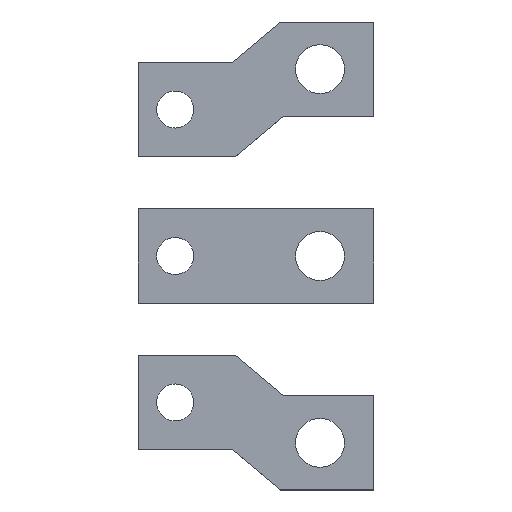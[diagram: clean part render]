
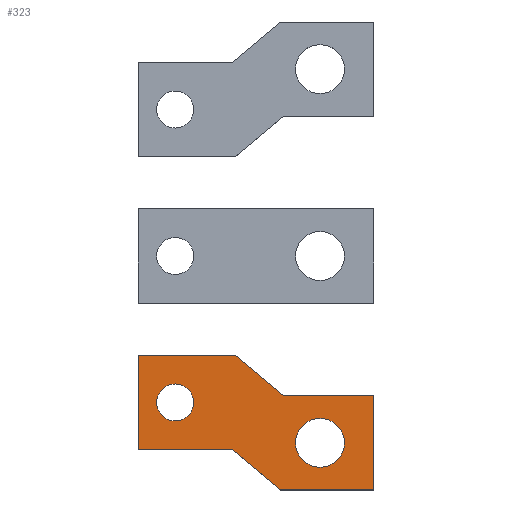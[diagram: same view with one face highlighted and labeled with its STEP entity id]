
A CAD part, top view. The second image highlights one B-rep face of the part: STEP entity #323.
In plain terms, the highlighted planar face has unit normal (0, 0, 1).
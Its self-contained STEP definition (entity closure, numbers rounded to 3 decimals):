
#323=ADVANCED_FACE('',(#501,#502,#503),#351,.F.);
#351=PLANE('',#872);
#397=LINE('',#1135,#457);
#398=LINE('',#1138,#458);
#399=LINE('',#1140,#459);
#400=LINE('',#1142,#460);
#401=LINE('',#1144,#461);
#402=LINE('',#1146,#462);
#403=LINE('',#1148,#463);
#404=LINE('',#1150,#464);
#457=VECTOR('',#982,1.);
#458=VECTOR('',#983,1.);
#459=VECTOR('',#984,1.);
#460=VECTOR('',#985,1.);
#461=VECTOR('',#986,1.);
#462=VECTOR('',#987,1.);
#463=VECTOR('',#988,1.);
#464=VECTOR('',#989,1.);
#501=FACE_BOUND('',#543,.T.);
#502=FACE_BOUND('',#544,.T.);
#503=FACE_BOUND('',#545,.T.);
#543=EDGE_LOOP('',(#649));
#544=EDGE_LOOP('',(#650,#651,#652,#653,#654,#655,#656,#657));
#545=EDGE_LOOP('',(#658));
#649=ORIENTED_EDGE('',*,*,#801,.F.);
#650=ORIENTED_EDGE('',*,*,#802,.T.);
#651=ORIENTED_EDGE('',*,*,#803,.T.);
#652=ORIENTED_EDGE('',*,*,#804,.T.);
#653=ORIENTED_EDGE('',*,*,#805,.T.);
#654=ORIENTED_EDGE('',*,*,#806,.T.);
#655=ORIENTED_EDGE('',*,*,#807,.T.);
#656=ORIENTED_EDGE('',*,*,#808,.T.);
#657=ORIENTED_EDGE('',*,*,#809,.T.);
#658=ORIENTED_EDGE('',*,*,#810,.F.);
#737=VERTEX_POINT('',#1134);
#738=VERTEX_POINT('',#1136);
#739=VERTEX_POINT('',#1137);
#740=VERTEX_POINT('',#1139);
#741=VERTEX_POINT('',#1141);
#742=VERTEX_POINT('',#1143);
#743=VERTEX_POINT('',#1145);
#744=VERTEX_POINT('',#1147);
#745=VERTEX_POINT('',#1149);
#746=VERTEX_POINT('',#1152);
#801=EDGE_CURVE('',#737,#737,#837,.T.);
#802=EDGE_CURVE('',#738,#739,#397,.T.);
#803=EDGE_CURVE('',#739,#740,#398,.T.);
#804=EDGE_CURVE('',#740,#741,#399,.T.);
#805=EDGE_CURVE('',#741,#742,#400,.T.);
#806=EDGE_CURVE('',#742,#743,#401,.T.);
#807=EDGE_CURVE('',#743,#744,#402,.T.);
#808=EDGE_CURVE('',#744,#745,#403,.T.);
#809=EDGE_CURVE('',#745,#738,#404,.T.);
#810=EDGE_CURVE('',#746,#746,#838,.T.);
#837=CIRCLE('',#870,5.5);
#838=CIRCLE('',#871,7.25);
#870=AXIS2_PLACEMENT_3D('',#1133,#980,#981);
#871=AXIS2_PLACEMENT_3D('',#1151,#990,#991);
#872=AXIS2_PLACEMENT_3D('',#1153,#992,#993);
#980=DIRECTION('',(0.,0.,1.));
#981=DIRECTION('',(-1.,0.,0.));
#982=DIRECTION('',(-1.,0.,0.));
#983=DIRECTION('',(0.,-1.,0.));
#984=DIRECTION('',(1.,0.,0.));
#985=DIRECTION('',(0.766,-0.643,0.));
#986=DIRECTION('',(1.,0.,0.));
#987=DIRECTION('',(0.,1.,0.));
#988=DIRECTION('',(-1.,0.,0.));
#989=DIRECTION('',(-0.766,0.643,0.));
#990=DIRECTION('',(0.,0.,1.));
#991=DIRECTION('',(-1.,0.,0.));
#992=DIRECTION('',(0.,0.,-1.));
#993=DIRECTION('',(-1.,0.,0.));
#1133=CARTESIAN_POINT('',(11.,26.,6.));
#1134=CARTESIAN_POINT('',(5.5,26.,6.));
#1135=CARTESIAN_POINT('',(28.857,40.,6.));
#1136=CARTESIAN_POINT('',(28.857,40.,6.));
#1137=CARTESIAN_POINT('',(0.,40.,6.));
#1138=CARTESIAN_POINT('',(0.,40.,6.));
#1139=CARTESIAN_POINT('',(0.,12.,6.));
#1140=CARTESIAN_POINT('',(0.,12.,6.));
#1141=CARTESIAN_POINT('',(28.,12.,6.));
#1142=CARTESIAN_POINT('',(28.,12.,6.));
#1143=CARTESIAN_POINT('',(42.301,0.,6.));
#1144=CARTESIAN_POINT('',(42.301,0.,6.));
#1145=CARTESIAN_POINT('',(70.,0.,6.));
#1146=CARTESIAN_POINT('',(70.,0.,6.));
#1147=CARTESIAN_POINT('',(70.,28.,6.));
#1148=CARTESIAN_POINT('',(70.,28.,6.));
#1149=CARTESIAN_POINT('',(43.158,28.,6.));
#1150=CARTESIAN_POINT('',(43.158,28.,6.));
#1151=CARTESIAN_POINT('',(54.,14.,6.));
#1152=CARTESIAN_POINT('',(46.75,14.,6.));
#1153=CARTESIAN_POINT('',(70.,40.,6.));
